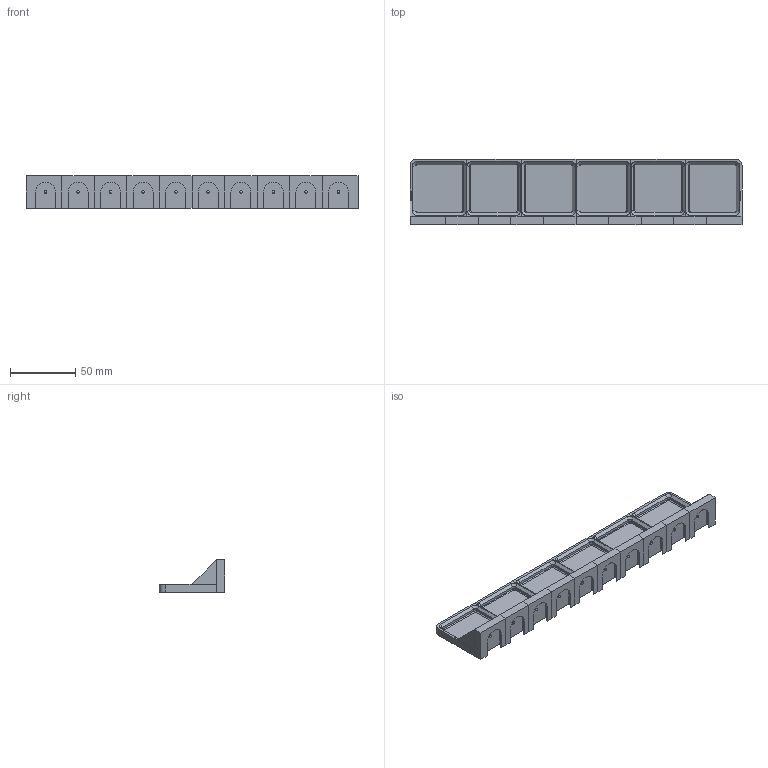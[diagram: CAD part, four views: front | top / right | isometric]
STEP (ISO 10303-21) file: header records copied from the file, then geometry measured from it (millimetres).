
FILE_DESCRIPTION(('HOOPS Exchange Step'),'2;1');
FILE_NAME('temp_export','2024-06-02T13:02:02+02:00',('ddanier'),('Shapr3D Limited'),'HOOPS Exchange 2024.2','Shapr3D','Authorized');
FILE_SCHEMA( ('AUTOMOTIVE_DESIGN { 1 0 10303 214 1 1 1 1 }') );
Length unit declared in the file: millimetre
Products named in the file (1): Gridfinity 6x1 shelve
Bounding box: 255 x 50.5 x 25 mm (x, y, z)
Volume: 54709.1 mm3; surface area: 54977.4 mm2
Topology: 18 solids, 18 shells, 368 faces, 842 edges, 516 vertices
Faces by surface type: plane 254, cone 68, cylinder 46
Entity records: 10065 total; most frequent: DIRECTION 1720, CARTESIAN_POINT 1717, ORIENTED_EDGE 1664, EDGE_CURVE 832, VECTOR 682, LINE 682, AXIS2_PLACEMENT_3D 519, VERTEX_POINT 516
